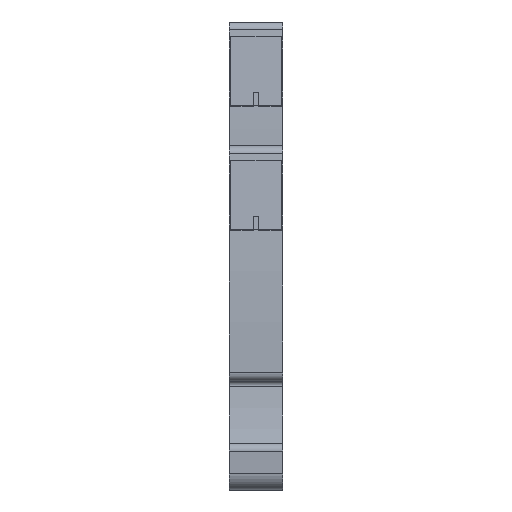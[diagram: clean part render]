
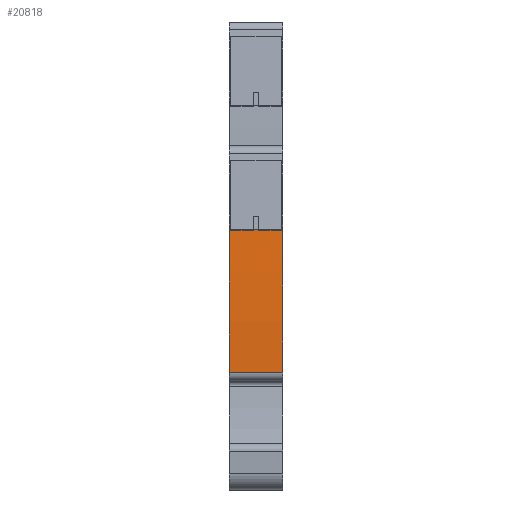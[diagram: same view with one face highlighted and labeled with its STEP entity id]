
A CAD part, front view. The second image highlights one B-rep face of the part: STEP entity #20818.
In plain terms, the highlighted cylindrical face has radius 191.632 mm (diameter 383.264 mm), a partial arc.
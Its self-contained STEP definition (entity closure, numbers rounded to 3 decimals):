
#20792=AXIS2_PLACEMENT_3D('Cylinder Axis2P3D',#20789,#20790,#20791) ;
#20796=AXIS2_PLACEMENT_3D('Circle Axis2P3D',#20794,#20795,$) ;
#20803=AXIS2_PLACEMENT_3D('Circle Axis2P3D',#20801,#20802,$) ;
#20808=AXIS2_PLACEMENT_3D('Circle Axis2P3D',#20806,#20807,$) ;
#2216=CARTESIAN_POINT('Line Origine',(3.05,2.,30.933)) ;
#2220=CARTESIAN_POINT('Vertex',(6.1,2.,30.933)) ;
#2222=CARTESIAN_POINT('Vertex',(0.,2.,30.933)) ;
#20763=CARTESIAN_POINT('Line Origine',(3.05,1.53,13.431)) ;
#20767=CARTESIAN_POINT('Vertex',(0.,1.53,13.431)) ;
#20769=CARTESIAN_POINT('Vertex',(6.1,1.53,13.431)) ;
#20789=CARTESIAN_POINT('Axis2P3D Location',(3.05,193.128,17.05)) ;
#20794=CARTESIAN_POINT('Axis2P3D Location',(6.1,193.128,17.05)) ;
#20798=CARTESIAN_POINT('Vertex',(6.1,1.53,13.45)) ;
#20801=CARTESIAN_POINT('Axis2P3D Location',(0.,193.128,17.05)) ;
#20806=CARTESIAN_POINT('Axis2P3D Location',(6.1,193.128,17.05)) ;
#2217=DIRECTION('Vector Direction',(-1.,0.,0.)) ;
#20764=DIRECTION('Vector Direction',(1.,0.,0.)) ;
#20790=DIRECTION('Axis2P3D Direction',(1.,0.,0.)) ;
#20791=DIRECTION('Axis2P3D XDirection',(0.,-0.994,0.112)) ;
#20795=DIRECTION('Axis2P3D Direction',(1.,0.,0.)) ;
#20802=DIRECTION('Axis2P3D Direction',(1.,0.,0.)) ;
#20807=DIRECTION('Axis2P3D Direction',(1.,0.,0.)) ;
#2218=VECTOR('Line Direction',#2217,1.) ;
#20765=VECTOR('Line Direction',#20764,1.) ;
#20812=ORIENTED_EDGE('',*,*,#20800,.F.) ;
#20813=ORIENTED_EDGE('',*,*,#2224,.T.) ;
#20814=ORIENTED_EDGE('',*,*,#20805,.F.) ;
#20815=ORIENTED_EDGE('',*,*,#20771,.T.) ;
#20816=ORIENTED_EDGE('',*,*,#20810,.F.) ;
#20818=ADVANCED_FACE('MLD',(#20817),#20793,.T.) ;
#20797=CIRCLE('generated circle',#20796,191.632) ;
#20804=CIRCLE('generated circle',#20803,191.632) ;
#20809=CIRCLE('generated circle',#20808,191.632) ;
#20793=CYLINDRICAL_SURFACE('generated cylinder',#20792,191.632) ;
#2224=EDGE_CURVE('',#2221,#2223,#2219,.T.) ;
#20771=EDGE_CURVE('',#20768,#20770,#20766,.T.) ;
#20800=EDGE_CURVE('',#2221,#20799,#20797,.T.) ;
#20805=EDGE_CURVE('',#20768,#2223,#20804,.F.) ;
#20810=EDGE_CURVE('',#20799,#20770,#20809,.T.) ;
#20811=EDGE_LOOP('',(#20812,#20813,#20814,#20815,#20816)) ;
#20817=FACE_OUTER_BOUND('',#20811,.T.) ;
#2219=LINE('Line',#2216,#2218) ;
#20766=LINE('Line',#20763,#20765) ;
#2221=VERTEX_POINT('',#2220) ;
#2223=VERTEX_POINT('',#2222) ;
#20768=VERTEX_POINT('',#20767) ;
#20770=VERTEX_POINT('',#20769) ;
#20799=VERTEX_POINT('',#20798) ;
